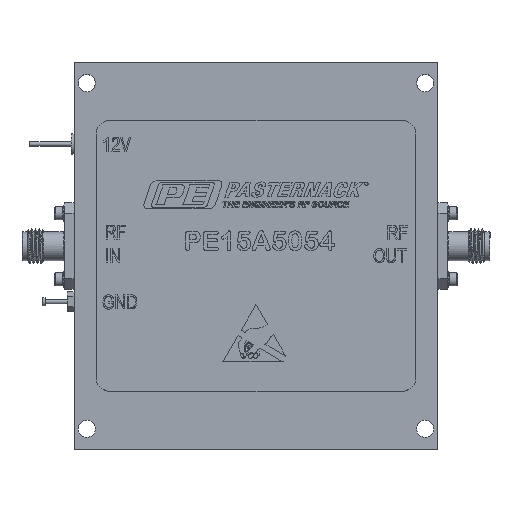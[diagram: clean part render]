
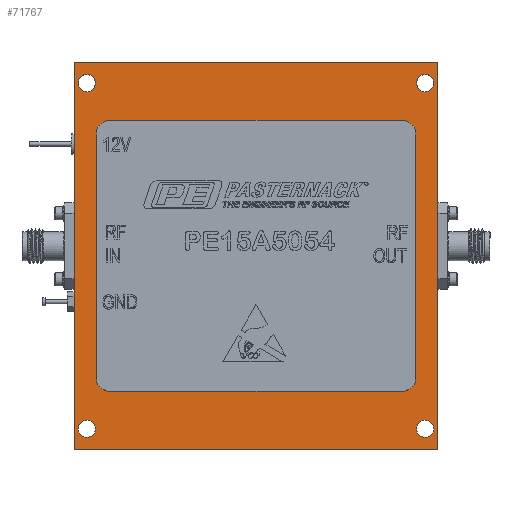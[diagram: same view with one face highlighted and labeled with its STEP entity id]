
A CAD part, top view. The second image highlights one B-rep face of the part: STEP entity #71767.
In plain terms, the highlighted planar face has unit normal (0, 0, 1).
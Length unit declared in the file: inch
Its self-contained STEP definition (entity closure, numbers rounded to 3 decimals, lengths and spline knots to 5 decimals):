
#933 = DIRECTION ( 'NONE',  ( 0., 0., 1. ) ) ;
#1916 = CARTESIAN_POINT ( 'NONE',  ( -1.315, 1.4, 0.425 ) ) ;
#1994 = VERTEX_POINT ( 'NONE', #24181 ) ;
#3125 = EDGE_LOOP ( 'NONE', ( #4600 ) ) ;
#3713 = VECTOR ( 'NONE', #28107, 39.37008 ) ;
#4269 = DIRECTION ( 'NONE',  ( 1., 0., 0. ) ) ;
#4507 = VERTEX_POINT ( 'NONE', #27073 ) ;
#4600 = ORIENTED_EDGE ( 'NONE', *, *, #39357, .F. ) ;
#5015 = CARTESIAN_POINT ( 'NONE',  ( -1.315, -1.4, 0.425 ) ) ;
#5224 = DIRECTION ( 'NONE',  ( -1., 0., 0. ) ) ;
#5724 = CARTESIAN_POINT ( 'NONE',  ( -1.05594, -0.97996, 0.425 ) ) ;
#7248 = LINE ( 'NONE', #5015, #65039 ) ;
#7884 = AXIS2_PLACEMENT_3D ( 'NONE', #39920, #23184, #42932 ) ;
#9897 = CARTESIAN_POINT ( 'NONE',  ( 1.05594, -0.87996, 0.425 ) ) ;
#11553 = CIRCLE ( 'NONE', #44093, 0.1 ) ;
#12566 = CIRCLE ( 'NONE', #54366, 0.0625 ) ;
#12660 = CIRCLE ( 'NONE', #60219, 0.1 ) ;
#13340 = ORIENTED_EDGE ( 'NONE', *, *, #28915, .T. ) ;
#13632 = ORIENTED_EDGE ( 'NONE', *, *, #65252, .F. ) ;
#13982 = DIRECTION ( 'NONE',  ( 0., 0., 1. ) ) ;
#13989 = ORIENTED_EDGE ( 'NONE', *, *, #47208, .F. ) ;
#14677 = LINE ( 'NONE', #25963, #16262 ) ;
#15033 = ORIENTED_EDGE ( 'NONE', *, *, #63785, .F. ) ;
#15410 = FACE_BOUND ( 'NONE', #65738, .T. ) ;
#15511 = CARTESIAN_POINT ( 'NONE',  ( -1.15594, 0.87996, 0.425 ) ) ;
#15912 = VERTEX_POINT ( 'NONE', #24826 ) ;
#16262 = VECTOR ( 'NONE', #48858, 39.37008 ) ;
#16379 = VECTOR ( 'NONE', #46270, 39.37008 ) ;
#16832 = DIRECTION ( 'NONE',  ( 1., 0., 0. ) ) ;
#16939 = DIRECTION ( 'NONE',  ( -1., 0., 0. ) ) ;
#17047 = ORIENTED_EDGE ( 'NONE', *, *, #54376, .F. ) ;
#17202 = ORIENTED_EDGE ( 'NONE', *, *, #71886, .F. ) ;
#17301 = CARTESIAN_POINT ( 'NONE',  ( -1.05594, 0.97996, 0.425 ) ) ;
#17535 = EDGE_CURVE ( 'NONE', #69683, #43022, #7248, .T. ) ;
#18381 = DIRECTION ( 'NONE',  ( -1., 0., 0. ) ) ;
#18643 = LINE ( 'NONE', #1916, #16379 ) ;
#19808 = AXIS2_PLACEMENT_3D ( 'NONE', #36911, #47467, #52186 ) ;
#20156 = VERTEX_POINT ( 'NONE', #69362 ) ;
#20860 = CARTESIAN_POINT ( 'NONE',  ( 1.286, 1.25, 0.425 ) ) ;
#21219 = ORIENTED_EDGE ( 'NONE', *, *, #17535, .T. ) ;
#21261 = CARTESIAN_POINT ( 'NONE',  ( 1.15594, -0.87996, 0.425 ) ) ;
#21660 = CARTESIAN_POINT ( 'NONE',  ( 1.05594, 0.87996, 0.425 ) ) ;
#22988 = DIRECTION ( 'NONE',  ( 0., 0., 1. ) ) ;
#23184 = DIRECTION ( 'NONE',  ( 0., 0., 1. ) ) ;
#23277 = VERTEX_POINT ( 'NONE', #54229 ) ;
#24181 = CARTESIAN_POINT ( 'NONE',  ( -1.161, 1.25, 0.425 ) ) ;
#24575 = VECTOR ( 'NONE', #44630, 39.37008 ) ;
#24826 = CARTESIAN_POINT ( 'NONE',  ( -1.315, 1.4, 0.425 ) ) ;
#25258 = CIRCLE ( 'NONE', #7884, 0.1 ) ;
#25963 = CARTESIAN_POINT ( 'NONE',  ( 1.315, -1.4, 0.425 ) ) ;
#27073 = CARTESIAN_POINT ( 'NONE',  ( 1.286, -1.25, 0.425 ) ) ;
#27414 = VERTEX_POINT ( 'NONE', #20860 ) ;
#28107 = DIRECTION ( 'NONE',  ( 1., 0., 0. ) ) ;
#28234 = EDGE_LOOP ( 'NONE', ( #49504 ) ) ;
#28915 = EDGE_CURVE ( 'NONE', #15912, #69683, #43759, .T. ) ;
#29464 = AXIS2_PLACEMENT_3D ( 'NONE', #61515, #22988, #16832 ) ;
#29713 = VERTEX_POINT ( 'NONE', #15511 ) ;
#29737 = AXIS2_PLACEMENT_3D ( 'NONE', #53436, #70879, #59245 ) ;
#30036 = CARTESIAN_POINT ( 'NONE',  ( 1.15594, -0.87996, 0.425 ) ) ;
#30670 = DIRECTION ( 'NONE',  ( 0., 0., 1. ) ) ;
#30721 = CARTESIAN_POINT ( 'NONE',  ( -1.2235, -1.25, 0.425 ) ) ;
#31428 = DIRECTION ( 'NONE',  ( 1., 0., 0. ) ) ;
#32061 = EDGE_LOOP ( 'NONE', ( #33458, #36696, #13340, #21219 ) ) ;
#33342 = LINE ( 'NONE', #71496, #24575 ) ;
#33458 = ORIENTED_EDGE ( 'NONE', *, *, #43578, .T. ) ;
#35498 = DIRECTION ( 'NONE',  ( 0., 1., 0. ) ) ;
#36348 = EDGE_CURVE ( 'NONE', #57775, #69105, #42380, .T. ) ;
#36364 = EDGE_CURVE ( 'NONE', #20156, #67340, #55765, .T. ) ;
#36696 = ORIENTED_EDGE ( 'NONE', *, *, #45909, .T. ) ;
#36911 = CARTESIAN_POINT ( 'NONE',  ( -1.05594, -0.87996, 0.425 ) ) ;
#38296 = PLANE ( 'NONE',  #61055 ) ;
#38297 = ORIENTED_EDGE ( 'NONE', *, *, #36364, .F. ) ;
#39357 = EDGE_CURVE ( 'NONE', #1994, #1994, #61673, .T. ) ;
#39920 = CARTESIAN_POINT ( 'NONE',  ( -1.05594, 0.87996, 0.425 ) ) ;
#39973 = ORIENTED_EDGE ( 'NONE', *, *, #46404, .F. ) ;
#41348 = CIRCLE ( 'NONE', #29737, 0.0625 ) ;
#42380 = LINE ( 'NONE', #30036, #51168 ) ;
#42932 = DIRECTION ( 'NONE',  ( -1., 0., 0. ) ) ;
#43022 = VERTEX_POINT ( 'NONE', #65089 ) ;
#43578 = EDGE_CURVE ( 'NONE', #43022, #59879, #14677, .T. ) ;
#43756 = FACE_BOUND ( 'NONE', #28234, .T. ) ;
#43759 = LINE ( 'NONE', #66648, #56928 ) ;
#44093 = AXIS2_PLACEMENT_3D ( 'NONE', #21660, #933, #16939 ) ;
#44630 = DIRECTION ( 'NONE',  ( 0., -1., 0. ) ) ;
#45909 = EDGE_CURVE ( 'NONE', #59879, #15912, #18643, .T. ) ;
#46054 = CARTESIAN_POINT ( 'NONE',  ( 1.05594, -0.97996, 0.425 ) ) ;
#46270 = DIRECTION ( 'NONE',  ( -1., 0., 0. ) ) ;
#46404 = EDGE_CURVE ( 'NONE', #23277, #59770, #50052, .T. ) ;
#47208 = EDGE_CURVE ( 'NONE', #29713, #20156, #33342, .T. ) ;
#47467 = DIRECTION ( 'NONE',  ( 0., 0., 1. ) ) ;
#48287 = DIRECTION ( 'NONE',  ( 0., 0., 1. ) ) ;
#48858 = DIRECTION ( 'NONE',  ( 0., 1., 0. ) ) ;
#49227 = FACE_OUTER_BOUND ( 'NONE', #32061, .T. ) ;
#49504 = ORIENTED_EDGE ( 'NONE', *, *, #54966, .F. ) ;
#50052 = LINE ( 'NONE', #17301, #53502 ) ;
#50131 = EDGE_CURVE ( 'NONE', #69105, #23277, #11553, .T. ) ;
#51168 = VECTOR ( 'NONE', #35498, 39.37008 ) ;
#52186 = DIRECTION ( 'NONE',  ( -1., 0., 0. ) ) ;
#52378 = AXIS2_PLACEMENT_3D ( 'NONE', #65361, #48287, #64984 ) ;
#52524 = ORIENTED_EDGE ( 'NONE', *, *, #36348, .F. ) ;
#52612 = EDGE_LOOP ( 'NONE', ( #63330, #52524, #13632, #56195, #38297, #13989, #17047, #39973 ) ) ;
#53436 = CARTESIAN_POINT ( 'NONE',  ( 1.2235, -1.25, 0.425 ) ) ;
#53502 = VECTOR ( 'NONE', #18381, 39.37008 ) ;
#54229 = CARTESIAN_POINT ( 'NONE',  ( 1.05594, 0.97996, 0.425 ) ) ;
#54366 = AXIS2_PLACEMENT_3D ( 'NONE', #30721, #13982, #31428 ) ;
#54376 = EDGE_CURVE ( 'NONE', #59770, #29713, #25258, .T. ) ;
#54966 = EDGE_CURVE ( 'NONE', #64841, #64841, #12566, .T. ) ;
#55006 = CARTESIAN_POINT ( 'NONE',  ( 0., 0., 0.425 ) ) ;
#55765 = CIRCLE ( 'NONE', #19808, 0.1 ) ;
#56195 = ORIENTED_EDGE ( 'NONE', *, *, #60071, .F. ) ;
#56928 = VECTOR ( 'NONE', #61170, 39.37008 ) ;
#57510 = EDGE_LOOP ( 'NONE', ( #17202 ) ) ;
#57775 = VERTEX_POINT ( 'NONE', #21261 ) ;
#58438 = CIRCLE ( 'NONE', #29464, 0.0625 ) ;
#59245 = DIRECTION ( 'NONE',  ( 1., 0., 0. ) ) ;
#59738 = FACE_BOUND ( 'NONE', #52612, .T. ) ;
#59770 = VERTEX_POINT ( 'NONE', #68113 ) ;
#59879 = VERTEX_POINT ( 'NONE', #69532 ) ;
#60071 = EDGE_CURVE ( 'NONE', #67340, #62078, #67691, .T. ) ;
#60219 = AXIS2_PLACEMENT_3D ( 'NONE', #9897, #30670, #64767 ) ;
#61055 = AXIS2_PLACEMENT_3D ( 'NONE', #55006, #71718, #5224 ) ;
#61170 = DIRECTION ( 'NONE',  ( 0., -1., 0. ) ) ;
#61515 = CARTESIAN_POINT ( 'NONE',  ( 1.2235, 1.25, 0.425 ) ) ;
#61673 = CIRCLE ( 'NONE', #52378, 0.0625 ) ;
#62078 = VERTEX_POINT ( 'NONE', #46054 ) ;
#63123 = CARTESIAN_POINT ( 'NONE',  ( -1.315, -1.4, 0.425 ) ) ;
#63330 = ORIENTED_EDGE ( 'NONE', *, *, #50131, .F. ) ;
#63785 = EDGE_CURVE ( 'NONE', #27414, #27414, #58438, .T. ) ;
#64767 = DIRECTION ( 'NONE',  ( -1., 0., 0. ) ) ;
#64841 = VERTEX_POINT ( 'NONE', #66290 ) ;
#64984 = DIRECTION ( 'NONE',  ( 1., 0., 0. ) ) ;
#65039 = VECTOR ( 'NONE', #4269, 39.37008 ) ;
#65089 = CARTESIAN_POINT ( 'NONE',  ( 1.315, -1.4, 0.425 ) ) ;
#65200 = FACE_BOUND ( 'NONE', #57510, .T. ) ;
#65252 = EDGE_CURVE ( 'NONE', #62078, #57775, #12660, .T. ) ;
#65361 = CARTESIAN_POINT ( 'NONE',  ( -1.2235, 1.25, 0.425 ) ) ;
#65738 = EDGE_LOOP ( 'NONE', ( #15033 ) ) ;
#65898 = FACE_BOUND ( 'NONE', #3125, .T. ) ;
#66290 = CARTESIAN_POINT ( 'NONE',  ( -1.161, -1.25, 0.425 ) ) ;
#66648 = CARTESIAN_POINT ( 'NONE',  ( -1.315, -1.4, 0.425 ) ) ;
#67319 = CARTESIAN_POINT ( 'NONE',  ( -1.05594, -0.97996, 0.425 ) ) ;
#67340 = VERTEX_POINT ( 'NONE', #5724 ) ;
#67691 = LINE ( 'NONE', #67319, #3713 ) ;
#68113 = CARTESIAN_POINT ( 'NONE',  ( -1.05594, 0.97996, 0.425 ) ) ;
#69105 = VERTEX_POINT ( 'NONE', #71248 ) ;
#69362 = CARTESIAN_POINT ( 'NONE',  ( -1.15594, -0.87996, 0.425 ) ) ;
#69532 = CARTESIAN_POINT ( 'NONE',  ( 1.315, 1.4, 0.425 ) ) ;
#69683 = VERTEX_POINT ( 'NONE', #63123 ) ;
#70879 = DIRECTION ( 'NONE',  ( 0., 0., 1. ) ) ;
#71248 = CARTESIAN_POINT ( 'NONE',  ( 1.15594, 0.87996, 0.425 ) ) ;
#71496 = CARTESIAN_POINT ( 'NONE',  ( -1.15594, -0.87996, 0.425 ) ) ;
#71718 = DIRECTION ( 'NONE',  ( 0., 0., -1. ) ) ;
#71767 = ADVANCED_FACE ( 'NONE', ( #49227, #43756, #65200, #15410, #65898, #59738 ), #38296, .F. ) ;
#71886 = EDGE_CURVE ( 'NONE', #4507, #4507, #41348, .T. ) ;
